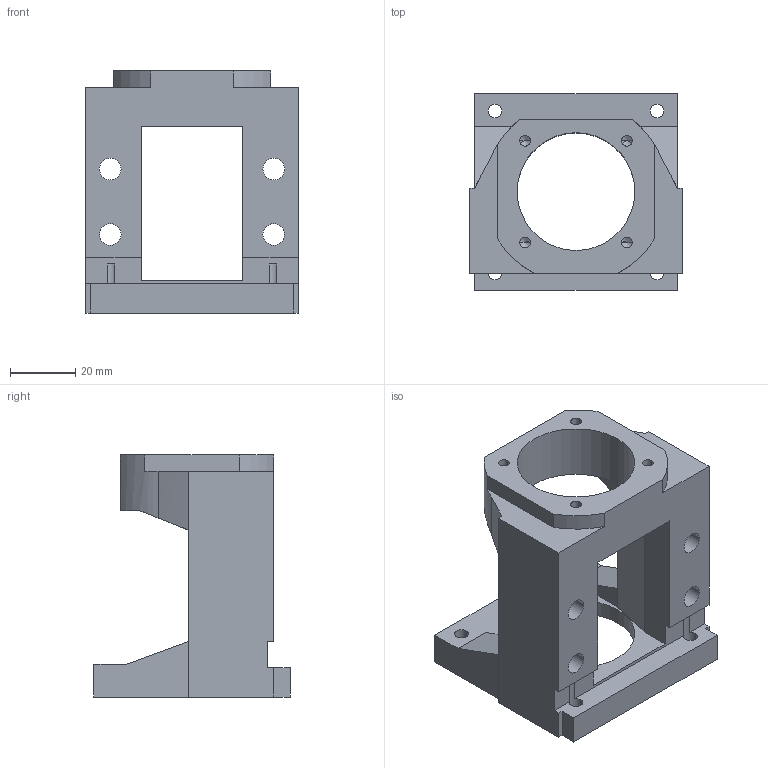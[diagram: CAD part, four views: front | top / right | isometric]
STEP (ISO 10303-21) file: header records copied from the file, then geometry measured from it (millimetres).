
FILE_DESCRIPTION(/* description */ ('Alibre Inc.'),/* implementation_level */ '2;1');
FILE_NAME(/* name */ 'export-ED3509A3-07CB-49A6-B544-DD0DAE87DCFC',/* time_stamp */ '2021-05-11T16:58:37+02:00',/* author */ (''),/* organization */ (''),/* preprocessor_version */ 'ST-DEVELOPER v17',/* originating_system */ 'Alibre',/* authorisation */ '');
FILE_SCHEMA (('AUTOMOTIVE_DESIGN'));
Length unit declared in the file: millimetre
Bounding box: 65 x 60 x 74 mm (x, y, z)
Volume: 85158.8 mm3; surface area: 27328.2 mm2
Topology: 1 solids, 1 shells, 97 faces, 270 edges, 172 vertices
Faces by surface type: cylinder 44, plane 43, cone 10
Entity records: 3082 total; most frequent: CARTESIAN_POINT 535, ORIENTED_EDGE 524, DIRECTION 507, EDGE_CURVE 262, AXIS2_PLACEMENT_3D 193, VERTEX_POINT 172, VECTOR 164, LINE 164
